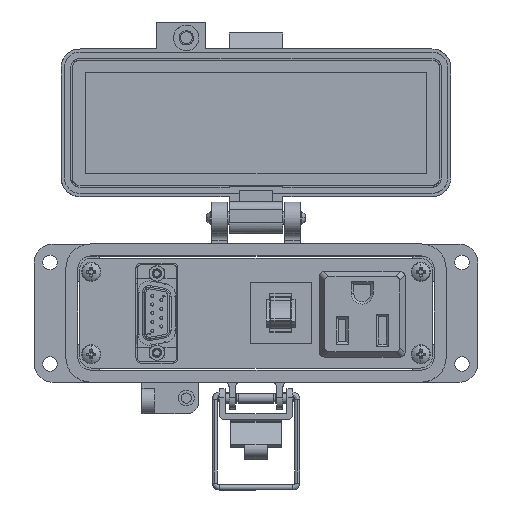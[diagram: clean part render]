
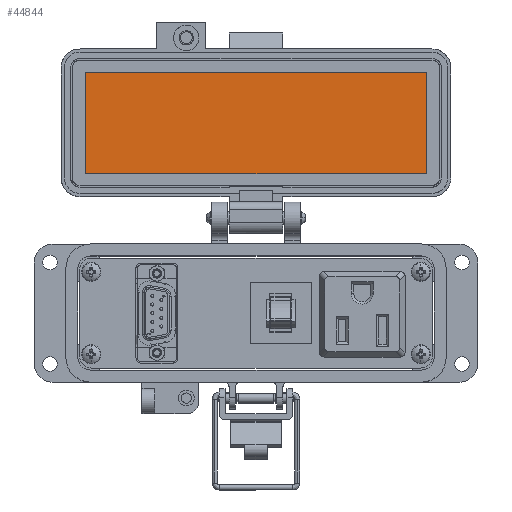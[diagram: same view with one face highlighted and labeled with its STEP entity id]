
A CAD part, top view. The second image highlights one B-rep face of the part: STEP entity #44844.
In plain terms, the highlighted planar face has unit normal (0, 0, 1).
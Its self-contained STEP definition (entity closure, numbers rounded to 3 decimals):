
#301 = EDGE_LOOP ( 'NONE', ( #16875, #18250, #4299, #24028 ) ) ;
#1977 = VERTEX_POINT ( 'NONE', #24167 ) ;
#2265 = DIRECTION ( 'NONE',  ( -1., 0., 0. ) ) ;
#2807 = VERTEX_POINT ( 'NONE', #21474 ) ;
#4299 = ORIENTED_EDGE ( 'NONE', *, *, #30176, .F. ) ;
#4376 = CARTESIAN_POINT ( 'NONE',  ( -53.75, 67.154, -25.55 ) ) ;
#5594 = VECTOR ( 'NONE', #16092, 1000. ) ;
#9698 = CARTESIAN_POINT ( 'NONE',  ( -53.75, 51.154, -25.55 ) ) ;
#10672 = FACE_OUTER_BOUND ( 'NONE', #301, .T. ) ;
#12224 = EDGE_CURVE ( 'NONE', #49896, #1977, #20849, .T. ) ;
#15062 = LINE ( 'NONE', #24357, #36756 ) ;
#15078 = CARTESIAN_POINT ( 'NONE',  ( 53.75, 67.154, -25.55 ) ) ;
#16092 = DIRECTION ( 'NONE',  ( 0., -1., 0. ) ) ;
#16164 = DIRECTION ( 'NONE',  ( 0., -1., 0. ) ) ;
#16875 = ORIENTED_EDGE ( 'NONE', *, *, #64107, .F. ) ;
#17476 = VERTEX_POINT ( 'NONE', #51229 ) ;
#18250 = ORIENTED_EDGE ( 'NONE', *, *, #12224, .F. ) ;
#19035 = AXIS2_PLACEMENT_3D ( 'NONE', #26121, #31620, #16164 ) ;
#20849 = LINE ( 'NONE', #4376, #50563 ) ;
#21474 = CARTESIAN_POINT ( 'NONE',  ( 53.75, 83.154, -25.55 ) ) ;
#24028 = ORIENTED_EDGE ( 'NONE', *, *, #48801, .F. ) ;
#24167 = CARTESIAN_POINT ( 'NONE',  ( -53.75, 83.154, -25.55 ) ) ;
#24357 = CARTESIAN_POINT ( 'NONE',  ( -8.5, 83.154, -25.55 ) ) ;
#26121 = CARTESIAN_POINT ( 'NONE',  ( -8.5, 67.154, -25.55 ) ) ;
#30176 = EDGE_CURVE ( 'NONE', #17476, #49896, #58904, .T. ) ;
#31620 = DIRECTION ( 'NONE',  ( 0., 0., 1. ) ) ;
#33168 = CARTESIAN_POINT ( 'NONE',  ( 42., 51.154, -25.55 ) ) ;
#35340 = DIRECTION ( 'NONE',  ( 1., 0., 0. ) ) ;
#35626 = DIRECTION ( 'NONE',  ( 0., 1., 0. ) ) ;
#36595 = VECTOR ( 'NONE', #2265, 1000. ) ;
#36756 = VECTOR ( 'NONE', #35340, 1000. ) ;
#44844 = ADVANCED_FACE ( 'NONE', ( #10672 ), #52220, .T. ) ;
#48801 = EDGE_CURVE ( 'NONE', #2807, #17476, #63105, .T. ) ;
#49896 = VERTEX_POINT ( 'NONE', #9698 ) ;
#50563 = VECTOR ( 'NONE', #35626, 1000. ) ;
#51229 = CARTESIAN_POINT ( 'NONE',  ( 53.75, 51.154, -25.55 ) ) ;
#52220 = PLANE ( 'NONE',  #19035 ) ;
#58904 = LINE ( 'NONE', #33168, #36595 ) ;
#63105 = LINE ( 'NONE', #15078, #5594 ) ;
#64107 = EDGE_CURVE ( 'NONE', #1977, #2807, #15062, .T. ) ;
